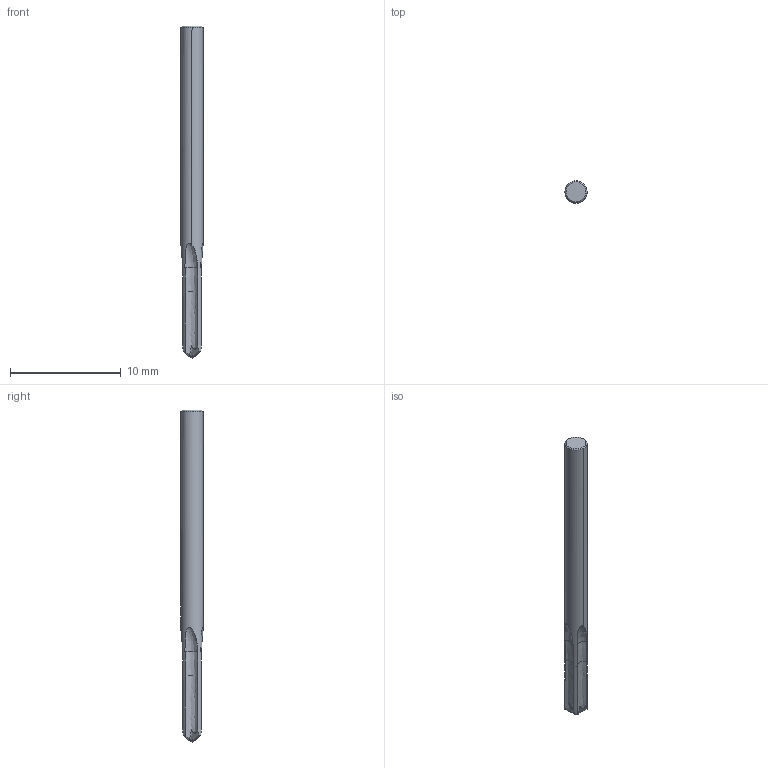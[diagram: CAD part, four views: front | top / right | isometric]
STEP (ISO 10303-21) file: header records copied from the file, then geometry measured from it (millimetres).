
FILE_DESCRIPTION(('no description'),'unknown implementation level');
FILE_NAME('solidIRZ5sqSEB8o1xN9tk4CmRuFnYS0_1.STP',' ',('CIM GmbH Aachen'),('CADClick - KiM GmbH - www.kimweb.de'),'unknown preprocess','ACIS','unknown authorization');
FILE_SCHEMA(('automotive_design'));
Length unit declared in the file: millimetre
Products named in the file (2): 1; 2
Bounding box: 2 x 2 x 30 mm (x, y, z)
Volume: 78.5 mm3; surface area: 199.6 mm2
Topology: 2 solids, 2 shells, 68 faces, 189 edges, 117 vertices
Faces by surface type: plane 28, cone 18, cylinder 10, bspline 8, revolution 4
Entity records: 5195 total; most frequent: CARTESIAN_POINT 1593, STYLED_ITEM 368, PRESENTATION_STYLE_ASSIGNMENT 368, COLOUR_RGB 368, ORIENTED_EDGE 362, DIRECTION 257, EDGE_CURVE 181, CURVE_STYLE 181
